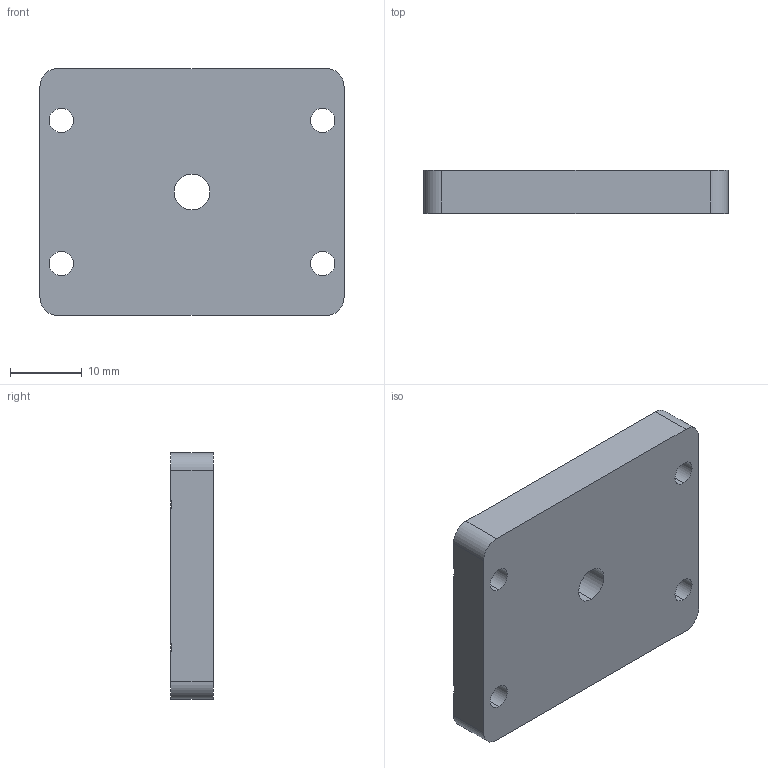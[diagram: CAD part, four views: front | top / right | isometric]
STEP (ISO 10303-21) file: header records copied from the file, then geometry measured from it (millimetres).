
FILE_DESCRIPTION (( 'STEP AP203' ), '1' );
FILE_NAME ('ROV-USI-036A-CAPOTBAA.STEP', '2024-05-22T14:26:07', ( '' ), ( '' ), 'SwSTEP 2.0', 'SolidWorks 2016', '' );
FILE_SCHEMA (( 'CONFIG_CONTROL_DESIGN' ));
Length unit declared in the file: millimetre
Products named in the file (1): ROV-USI-036A-CAPOTBAA
Bounding box: 42.5 x 6 x 34.5 mm (x, y, z)
Volume: 8372 mm3; surface area: 4032.3 mm2
Topology: 1 solids, 1 shells, 28 faces, 82 edges, 52 vertices
Faces by surface type: cylinder 14, cone 8, plane 6
Entity records: 1051 total; most frequent: CARTESIAN_POINT 183, DIRECTION 176, ORIENTED_EDGE 164, EDGE_CURVE 82, AXIS2_PLACEMENT_3D 69, VERTEX_POINT 52, CIRCLE 40, LINE 38
